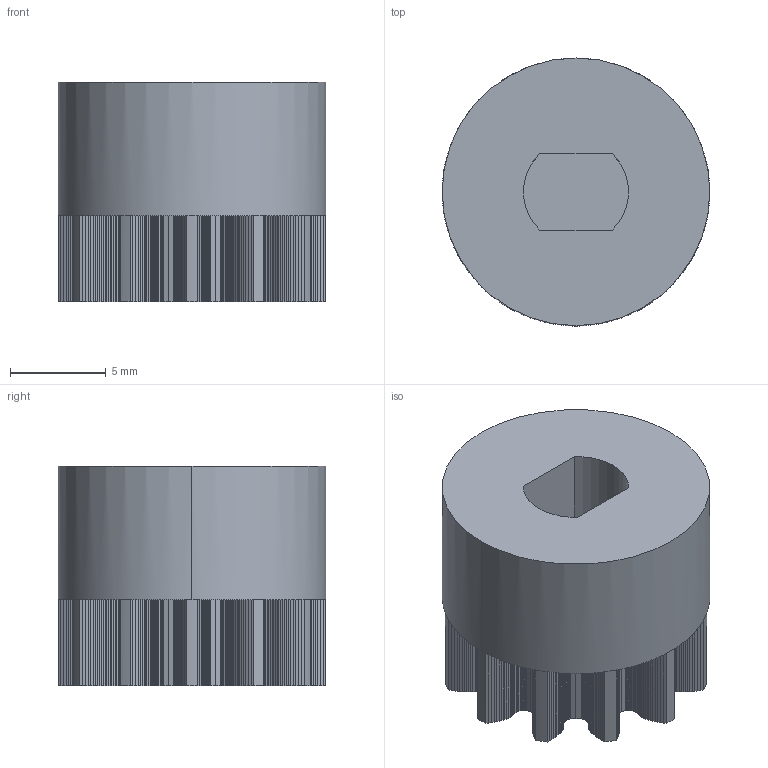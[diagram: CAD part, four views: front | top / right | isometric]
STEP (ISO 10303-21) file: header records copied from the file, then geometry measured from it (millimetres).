
FILE_DESCRIPTION (( 'STEP AP214' ), '1' );
FILE_NAME ('carregador_engrenagem_reta_12_dentes.STEP', '2022-09-28T15:14:03', ( '' ), ( '' ), 'SwSTEP 2.0', 'SolidWorks 2020', '' );
FILE_SCHEMA (( 'AUTOMOTIVE_DESIGN' ));
Length unit declared in the file: millimetre
Products named in the file (1): carregador_engrenagem_reta_12_dentes
Bounding box: 14 x 14 x 11.5 mm (x, y, z)
Volume: 1443.4 mm3; surface area: 1119.9 mm2
Topology: 1 solids, 1 shells, 683 faces, 2031 edges, 1353 vertices
Faces by surface type: plane 632, cylinder 48, bspline 3
Entity records: 24434 total; most frequent: CARTESIAN_POINT 6226, ORIENTED_EDGE 4062, DIRECTION 3369, EDGE_CURVE 2031, LINE 1929, VECTOR 1929, VERTEX_POINT 1353, AXIS2_PLACEMENT_3D 720
